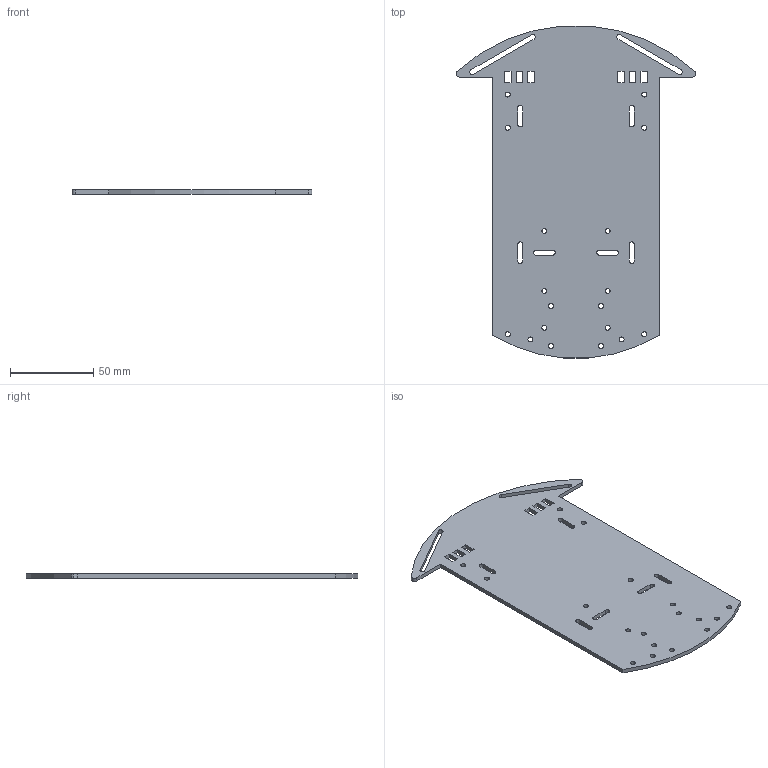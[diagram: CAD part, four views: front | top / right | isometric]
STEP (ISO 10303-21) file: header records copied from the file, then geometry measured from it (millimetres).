
FILE_DESCRIPTION (( 'STEP AP203' ), '1' );
FILE_NAME ('Chassis- Desi Prototype -STEP AP203.STEP', '2024-05-14T23:15:09', ( '' ), ( '' ), 'SwSTEP 2.0', 'SolidWorks 2021', '' );
FILE_SCHEMA (( 'CONFIG_CONTROL_DESIGN' ));
Length unit declared in the file: millimetre
Products named in the file (1): Chassis- Desi Prototype -STEP AP203
Bounding box: 143.99 x 199.35 x 2.5 mm (x, y, z)
Volume: 47142 mm3; surface area: 40929.2 mm2
Topology: 1 solids, 1 shells, 107 faces, 315 edges, 210 vertices
Faces by surface type: cylinder 61, plane 46
Entity records: 3816 total; most frequent: DIRECTION 653, CARTESIAN_POINT 633, ORIENTED_EDGE 630, EDGE_CURVE 315, AXIS2_PLACEMENT_3D 230, VERTEX_POINT 210, LINE 193, VECTOR 193
